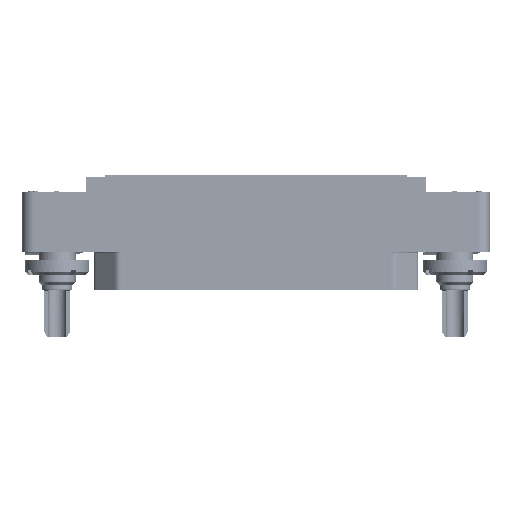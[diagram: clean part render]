
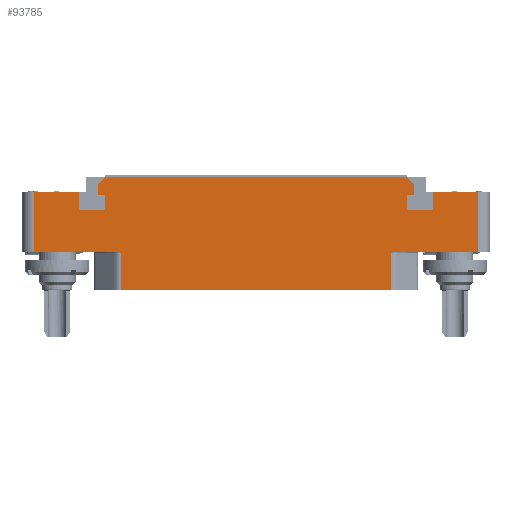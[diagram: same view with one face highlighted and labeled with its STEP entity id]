
A CAD part, top view. The second image highlights one B-rep face of the part: STEP entity #93785.
In plain terms, the highlighted planar face has unit normal (0, 0, 1).
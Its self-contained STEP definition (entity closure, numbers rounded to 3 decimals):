
#4716=DIRECTION('',(0.707,-0.707,0.));
#4717=VECTOR('',#4716,1.697);
#4718=CARTESIAN_POINT('',(25.8,12.75,7.));
#4719=LINE('',#4718,#4717);
#4864=DIRECTION('',(-1.,0.,0.));
#4865=VECTOR('',#4864,46.236);
#4866=CARTESIAN_POINT('',(23.118,-6.5,7.));
#4867=LINE('',#4866,#4865);
#4951=DIRECTION('',(1.,0.,0.));
#4952=VECTOR('',#4951,14.082);
#4953=CARTESIAN_POINT('',(-38.,0.,7.));
#4954=LINE('',#4953,#4952);
#7911=DIRECTION('',(0.,-1.,0.));
#7912=VECTOR('',#7911,10.25);
#7913=CARTESIAN_POINT('',(-38.,10.25,7.));
#7914=LINE('',#7913,#7912);
#7929=DIRECTION('',(1.,0.,0.));
#7930=VECTOR('',#7929,7.8);
#7931=CARTESIAN_POINT('',(-38.,10.25,7.));
#7932=LINE('',#7931,#7930);
#7933=DIRECTION('',(0.,-1.,0.));
#7934=VECTOR('',#7933,3.2);
#7935=CARTESIAN_POINT('',(-30.2,10.25,7.));
#7936=LINE('',#7935,#7934);
#7937=DIRECTION('',(1.,0.,0.));
#7938=VECTOR('',#7937,4.4);
#7939=CARTESIAN_POINT('',(-30.2,7.05,7.));
#7940=LINE('',#7939,#7938);
#7941=DIRECTION('',(0.,1.,0.));
#7942=VECTOR('',#7941,2.6);
#7943=CARTESIAN_POINT('',(-25.8,7.05,7.));
#7944=LINE('',#7943,#7942);
#7945=DIRECTION('',(-1.,0.,0.));
#7946=VECTOR('',#7945,1.2);
#7947=CARTESIAN_POINT('',(-25.8,9.65,7.));
#7948=LINE('',#7947,#7946);
#7949=DIRECTION('',(0.,-1.,0.));
#7950=VECTOR('',#7949,1.9);
#7951=CARTESIAN_POINT('',(-27.,11.55,7.));
#7952=LINE('',#7951,#7950);
#7953=DIRECTION('',(1.,0.,0.));
#7954=VECTOR('',#7953,51.6);
#7955=CARTESIAN_POINT('',(-25.8,12.75,7.));
#7956=LINE('',#7955,#7954);
#7957=DIRECTION('',(0.,-1.,0.));
#7958=VECTOR('',#7957,1.9);
#7959=CARTESIAN_POINT('',(27.,11.55,7.));
#7960=LINE('',#7959,#7958);
#7961=DIRECTION('',(-1.,0.,0.));
#7962=VECTOR('',#7961,1.2);
#7963=CARTESIAN_POINT('',(27.,9.65,7.));
#7964=LINE('',#7963,#7962);
#7965=DIRECTION('',(0.,-1.,0.));
#7966=VECTOR('',#7965,2.6);
#7967=CARTESIAN_POINT('',(25.8,9.65,7.));
#7968=LINE('',#7967,#7966);
#7969=DIRECTION('',(1.,0.,0.));
#7970=VECTOR('',#7969,4.4);
#7971=CARTESIAN_POINT('',(25.8,7.05,7.));
#7972=LINE('',#7971,#7970);
#7973=DIRECTION('',(0.,1.,0.));
#7974=VECTOR('',#7973,3.2);
#7975=CARTESIAN_POINT('',(30.2,7.05,7.));
#7976=LINE('',#7975,#7974);
#7977=DIRECTION('',(1.,0.,0.));
#7978=VECTOR('',#7977,7.8);
#7979=CARTESIAN_POINT('',(30.2,10.25,7.));
#7980=LINE('',#7979,#7978);
#8024=DIRECTION('',(1.,0.,0.));
#8025=VECTOR('',#8024,14.082);
#8026=CARTESIAN_POINT('',(23.918,0.,7.));
#8027=LINE('',#8026,#8025);
#10930=DIRECTION('',(0.,1.,0.));
#10931=VECTOR('',#10930,10.25);
#10932=CARTESIAN_POINT('',(38.,0.,7.));
#10933=LINE('',#10932,#10931);
#12844=CARTESIAN_POINT('',(23.118,-0.2,7.));
#12845=CARTESIAN_POINT('',(23.141,-0.192,7.));
#12846=CARTESIAN_POINT('',(23.187,-0.175,7.));
#12847=CARTESIAN_POINT('',(23.255,-0.15,7.));
#12848=CARTESIAN_POINT('',(23.324,-0.126,7.));
#12849=CARTESIAN_POINT('',(23.393,-0.103,7.));
#12850=CARTESIAN_POINT('',(23.464,-0.081,7.));
#12851=CARTESIAN_POINT('',(23.535,-0.06,7.));
#12852=CARTESIAN_POINT('',(23.608,-0.041,7.));
#12853=CARTESIAN_POINT('',(23.684,-0.024,7.));
#12854=CARTESIAN_POINT('',(23.761,-0.011,7.));
#12855=CARTESIAN_POINT('',(23.84,-0.002,7.));
#12856=CARTESIAN_POINT('',(23.892,0.,7.));
#12857=CARTESIAN_POINT('',(23.918,0.,7.));
#12873=DIRECTION('',(0.,1.,0.));
#12874=VECTOR('',#12873,6.3);
#12875=CARTESIAN_POINT('',(23.118,-6.5,7.));
#12876=LINE('',#12875,#12874);
#12933=DIRECTION('',(0.,1.,0.));
#12934=VECTOR('',#12933,6.3);
#12935=CARTESIAN_POINT('',(-23.118,-6.5,7.));
#12936=LINE('',#12935,#12934);
#12961=CARTESIAN_POINT('',(-23.918,0.,7.));
#12962=CARTESIAN_POINT('',(-23.892,0.,7.));
#12963=CARTESIAN_POINT('',(-23.84,-0.002,7.));
#12964=CARTESIAN_POINT('',(-23.762,-0.011,7.));
#12965=CARTESIAN_POINT('',(-23.685,-0.024,7.));
#12966=CARTESIAN_POINT('',(-23.61,-0.041,7.));
#12967=CARTESIAN_POINT('',(-23.536,-0.06,7.));
#12968=CARTESIAN_POINT('',(-23.463,-0.081,7.));
#12969=CARTESIAN_POINT('',(-23.392,-0.103,7.));
#12970=CARTESIAN_POINT('',(-23.322,-0.127,7.));
#12971=CARTESIAN_POINT('',(-23.254,-0.151,7.));
#12972=CARTESIAN_POINT('',(-23.186,-0.175,7.));
#12973=CARTESIAN_POINT('',(-23.141,-0.192,7.));
#12974=CARTESIAN_POINT('',(-23.118,-0.2,7.));
#13058=DIRECTION('',(-0.707,-0.707,0.));
#13059=VECTOR('',#13058,1.697);
#13060=CARTESIAN_POINT('',(-25.8,12.75,7.));
#13061=LINE('',#13060,#13059);
#71274=CARTESIAN_POINT('',(-30.2,10.25,7.));
#71275=CARTESIAN_POINT('',(-30.2,7.05,7.));
#71276=VERTEX_POINT('',#71274);
#71277=VERTEX_POINT('',#71275);
#71278=CARTESIAN_POINT('',(-25.8,7.05,7.));
#71279=VERTEX_POINT('',#71278);
#71280=CARTESIAN_POINT('',(-25.8,9.65,7.));
#71281=VERTEX_POINT('',#71280);
#71282=CARTESIAN_POINT('',(-27.,9.65,7.));
#71283=VERTEX_POINT('',#71282);
#71284=CARTESIAN_POINT('',(27.,9.65,7.));
#71285=CARTESIAN_POINT('',(25.8,9.65,7.));
#71286=VERTEX_POINT('',#71284);
#71287=VERTEX_POINT('',#71285);
#71288=CARTESIAN_POINT('',(25.8,7.05,7.));
#71289=VERTEX_POINT('',#71288);
#71290=CARTESIAN_POINT('',(30.2,7.05,7.));
#71291=VERTEX_POINT('',#71290);
#71292=CARTESIAN_POINT('',(30.2,10.25,7.));
#71293=VERTEX_POINT('',#71292);
#71298=CARTESIAN_POINT('',(-27.,11.55,7.));
#71300=VERTEX_POINT('',#71298);
#71302=CARTESIAN_POINT('',(-25.8,12.75,7.));
#71303=VERTEX_POINT('',#71302);
#71304=CARTESIAN_POINT('',(27.,11.55,7.));
#71306=VERTEX_POINT('',#71304);
#71308=CARTESIAN_POINT('',(25.8,12.75,7.));
#71309=VERTEX_POINT('',#71308);
#71394=CARTESIAN_POINT('',(38.,0.,7.));
#71395=CARTESIAN_POINT('',(38.,10.25,7.));
#71396=VERTEX_POINT('',#71394);
#71397=VERTEX_POINT('',#71395);
#71402=CARTESIAN_POINT('',(-38.,10.25,7.));
#71403=CARTESIAN_POINT('',(-38.,0.,7.));
#71404=VERTEX_POINT('',#71402);
#71405=VERTEX_POINT('',#71403);
#71609=CARTESIAN_POINT('',(23.118,-6.5,7.));
#71611=VERTEX_POINT('',#71609);
#71612=CARTESIAN_POINT('',(-23.118,-6.5,7.));
#71614=VERTEX_POINT('',#71612);
#71674=CARTESIAN_POINT('',(-23.118,-0.2,7.));
#71675=VERTEX_POINT('',#71674);
#71676=CARTESIAN_POINT('',(-23.918,0.,7.));
#71677=VERTEX_POINT('',#71676);
#71678=CARTESIAN_POINT('',(23.118,-0.2,7.));
#71680=VERTEX_POINT('',#71678);
#71682=CARTESIAN_POINT('',(23.918,0.,7.));
#71684=VERTEX_POINT('',#71682);
#93736=CARTESIAN_POINT('',(0.,0.,7.));
#93737=DIRECTION('',(0.,0.,-1.));
#93738=DIRECTION('',(-1.,0.,0.));
#93739=AXIS2_PLACEMENT_3D('',#93736,#93737,#93738);
#93740=PLANE('',#93739);
#93742=ORIENTED_EDGE('',*,*,#93741,.F.);
#93744=ORIENTED_EDGE('',*,*,#93743,.F.);
#93746=ORIENTED_EDGE('',*,*,#93745,.F.);
#93747=ORIENTED_EDGE('',*,*,#91374,.T.);
#93749=ORIENTED_EDGE('',*,*,#93748,.T.);
#93751=ORIENTED_EDGE('',*,*,#93750,.F.);
#93752=ORIENTED_EDGE('',*,*,#91455,.F.);
#93753=ORIENTED_EDGE('',*,*,#93728,.F.);
#93754=ORIENTED_EDGE('',*,*,#93450,.T.);
#93756=ORIENTED_EDGE('',*,*,#93755,.T.);
#93758=ORIENTED_EDGE('',*,*,#93757,.T.);
#93760=ORIENTED_EDGE('',*,*,#93759,.T.);
#93762=ORIENTED_EDGE('',*,*,#93761,.T.);
#93764=ORIENTED_EDGE('',*,*,#93763,.F.);
#93766=ORIENTED_EDGE('',*,*,#93765,.F.);
#93767=ORIENTED_EDGE('',*,*,#91190,.T.);
#93768=ORIENTED_EDGE('',*,*,#91208,.T.);
#93770=ORIENTED_EDGE('',*,*,#93769,.T.);
#93772=ORIENTED_EDGE('',*,*,#93771,.T.);
#93774=ORIENTED_EDGE('',*,*,#93773,.T.);
#93776=ORIENTED_EDGE('',*,*,#93775,.T.);
#93778=ORIENTED_EDGE('',*,*,#93777,.T.);
#93780=ORIENTED_EDGE('',*,*,#93779,.T.);
#93782=ORIENTED_EDGE('',*,*,#93781,.F.);
#93783=EDGE_LOOP('',(#93742,#93744,#93746,#93747,#93749,#93751,#93752,#93753,
#93754,#93756,#93758,#93760,#93762,#93764,#93766,#93767,#93768,#93770,#93772,
#93774,#93776,#93778,#93780,#93782));
#93784=FACE_OUTER_BOUND('',#93783,.F.);
#93785=ADVANCED_FACE('',(#93784),#93740,.F.);
#12858=B_SPLINE_CURVE_WITH_KNOTS('',3,(#12844,#12845,#12846,#12847,#12848,
#12849,#12850,#12851,#12852,#12853,#12854,#12855,#12856,#12857),.UNSPECIFIED.,
.F.,.F.,(4,1,1,1,1,1,1,1,1,1,1,4),(0.,0.091,0.182,
0.273,0.364,0.455,0.545,
0.636,0.727,0.818,0.909,1.),
.UNSPECIFIED.);
#12975=B_SPLINE_CURVE_WITH_KNOTS('',3,(#12961,#12962,#12963,#12964,#12965,
#12966,#12967,#12968,#12969,#12970,#12971,#12972,#12973,#12974),.UNSPECIFIED.,
.F.,.F.,(4,1,1,1,1,1,1,1,1,1,1,4),(0.,0.091,0.182,
0.273,0.364,0.455,0.545,
0.636,0.727,0.818,0.909,1.),
.UNSPECIFIED.);
#91190=EDGE_CURVE('',#71303,#71309,#7956,.T.);
#91208=EDGE_CURVE('',#71309,#71306,#4719,.T.);
#91374=EDGE_CURVE('',#71611,#71614,#4867,.T.);
#91455=EDGE_CURVE('',#71405,#71677,#4954,.T.);
#93450=EDGE_CURVE('',#71404,#71276,#7932,.T.);
#93728=EDGE_CURVE('',#71404,#71405,#7914,.T.);
#93741=EDGE_CURVE('',#71684,#71396,#8027,.T.);
#93743=EDGE_CURVE('',#71680,#71684,#12858,.T.);
#93745=EDGE_CURVE('',#71611,#71680,#12876,.T.);
#93748=EDGE_CURVE('',#71614,#71675,#12936,.T.);
#93750=EDGE_CURVE('',#71677,#71675,#12975,.T.);
#93755=EDGE_CURVE('',#71276,#71277,#7936,.T.);
#93757=EDGE_CURVE('',#71277,#71279,#7940,.T.);
#93759=EDGE_CURVE('',#71279,#71281,#7944,.T.);
#93761=EDGE_CURVE('',#71281,#71283,#7948,.T.);
#93763=EDGE_CURVE('',#71300,#71283,#7952,.T.);
#93765=EDGE_CURVE('',#71303,#71300,#13061,.T.);
#93769=EDGE_CURVE('',#71306,#71286,#7960,.T.);
#93771=EDGE_CURVE('',#71286,#71287,#7964,.T.);
#93773=EDGE_CURVE('',#71287,#71289,#7968,.T.);
#93775=EDGE_CURVE('',#71289,#71291,#7972,.T.);
#93777=EDGE_CURVE('',#71291,#71293,#7976,.T.);
#93779=EDGE_CURVE('',#71293,#71397,#7980,.T.);
#93781=EDGE_CURVE('',#71396,#71397,#10933,.T.);
